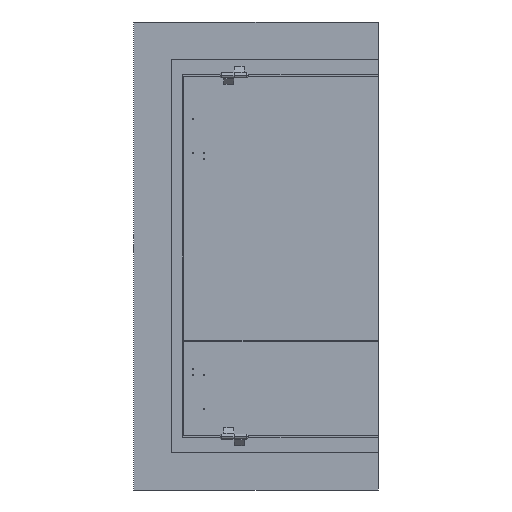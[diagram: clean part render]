
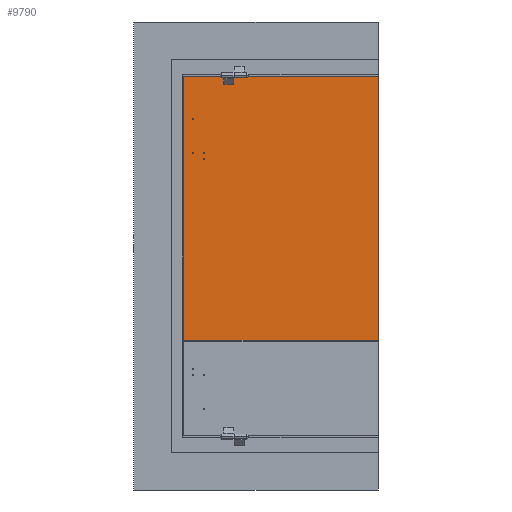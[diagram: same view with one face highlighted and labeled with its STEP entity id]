
A CAD part, left-side view. The second image highlights one B-rep face of the part: STEP entity #9790.
In plain terms, the highlighted planar face has unit normal (-1, 0, 0).
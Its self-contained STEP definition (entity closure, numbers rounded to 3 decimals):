
#7100=CARTESIAN_POINT('',(-57.,-47.75,-1128.75));
#7110=VERTEX_POINT('',#7100);
#7160=CARTESIAN_POINT('',(-57.,-47.75,-1151.6));
#7170=DIRECTION('',(0.,0.,1.));
#7180=VECTOR('',#7170,1.);
#7190=LINE('',#7160,#7180);
#7200=CARTESIAN_POINT('',(-57.,-47.75,-2185.25));
#7210=VERTEX_POINT('',#7200);
#7220=EDGE_CURVE('',#7210,#7110,#7190,.T.);
#7920=CARTESIAN_POINT('',(-57.,-826.65,-2185.25));
#7930=VERTEX_POINT('',#7920);
#7960=CARTESIAN_POINT('',(-57.,-826.65,-1151.6));
#7970=DIRECTION('',(0.,0.,-1.));
#7980=VECTOR('',#7970,1.);
#7990=LINE('',#7960,#7980);
#8000=CARTESIAN_POINT('',(-57.,-826.65,-1128.75));
#8010=VERTEX_POINT('',#8000);
#8020=EDGE_CURVE('',#8010,#7930,#7990,.T.);
#8980=CARTESIAN_POINT('',(-57.,3.35,-1231.25));
#8990=DIRECTION('',(-1.,0.,0.));
#9000=DIRECTION('',(0.,-1.,0.));
#9010=AXIS2_PLACEMENT_3D('',#8980,#8990,#9000);
#9020=PLANE('',#9010);
#9030=CARTESIAN_POINT('',(-57.,-128.513,-1436.25));
#9040=DIRECTION('',(1.,0.,0.));
#9050=DIRECTION('',(0.,0.,-1.));
#9060=AXIS2_PLACEMENT_3D('',#9030,#9040,#9050);
#9070=CIRCLE('',#9060,2.);
#9080=CARTESIAN_POINT('',(-57.,-128.513,-1438.25));
#9090=VERTEX_POINT('',#9080);
#9100=CARTESIAN_POINT('',(-57.,-128.513,-1434.25));
#9110=VERTEX_POINT('',#9100);
#9120=EDGE_CURVE('',#9090,#9110,#9070,.T.);
#9130=ORIENTED_EDGE('',*,*,#9120,.T.);
#9140=EDGE_CURVE('',#9110,#9090,#9070,.T.);
#9150=ORIENTED_EDGE('',*,*,#9140,.T.);
#9160=EDGE_LOOP('',(#9150,#9130));
#9170=FACE_BOUND('',#9160,.T.);
#9180=CARTESIAN_POINT('',(-57.,-84.513,-1436.25));
#9190=DIRECTION('',(1.,0.,0.));
#9200=DIRECTION('',(0.,0.,-1.));
#9210=AXIS2_PLACEMENT_3D('',#9180,#9190,#9200);
#9220=CIRCLE('',#9210,2.);
#9230=CARTESIAN_POINT('',(-57.,-84.513,-1438.25));
#9240=VERTEX_POINT('',#9230);
#9250=CARTESIAN_POINT('',(-57.,-84.513,-1434.25));
#9260=VERTEX_POINT('',#9250);
#9270=EDGE_CURVE('',#9240,#9260,#9220,.T.);
#9280=ORIENTED_EDGE('',*,*,#9270,.T.);
#9290=EDGE_CURVE('',#9260,#9240,#9220,.T.);
#9300=ORIENTED_EDGE('',*,*,#9290,.T.);
#9310=EDGE_LOOP('',(#9300,#9280));
#9320=FACE_BOUND('',#9310,.T.);
#9330=CARTESIAN_POINT('',(-57.,-84.513,-1301.25));
#9340=DIRECTION('',(1.,0.,0.));
#9350=DIRECTION('',(0.,0.,-1.));
#9360=AXIS2_PLACEMENT_3D('',#9330,#9340,#9350);
#9370=CIRCLE('',#9360,2.);
#9380=CARTESIAN_POINT('',(-57.,-84.513,-1303.25));
#9390=VERTEX_POINT('',#9380);
#9400=CARTESIAN_POINT('',(-57.,-84.513,-1299.25));
#9410=VERTEX_POINT('',#9400);
#9420=EDGE_CURVE('',#9390,#9410,#9370,.T.);
#9430=ORIENTED_EDGE('',*,*,#9420,.T.);
#9440=EDGE_CURVE('',#9410,#9390,#9370,.T.);
#9450=ORIENTED_EDGE('',*,*,#9440,.T.);
#9460=EDGE_LOOP('',(#9450,#9430));
#9470=FACE_BOUND('',#9460,.T.);
#9480=CARTESIAN_POINT('',(-57.,-128.513,-1461.25));
#9490=DIRECTION('',(1.,0.,0.));
#9500=DIRECTION('',(0.,0.,-1.));
#9510=AXIS2_PLACEMENT_3D('',#9480,#9490,#9500);
#9520=CIRCLE('',#9510,2.);
#9530=CARTESIAN_POINT('',(-57.,-128.513,-1463.25));
#9540=VERTEX_POINT('',#9530);
#9550=CARTESIAN_POINT('',(-57.,-128.513,-1459.25));
#9560=VERTEX_POINT('',#9550);
#9570=EDGE_CURVE('',#9540,#9560,#9520,.T.);
#9580=ORIENTED_EDGE('',*,*,#9570,.T.);
#9590=EDGE_CURVE('',#9560,#9540,#9520,.T.);
#9600=ORIENTED_EDGE('',*,*,#9590,.T.);
#9610=EDGE_LOOP('',(#9600,#9580));
#9620=FACE_BOUND('',#9610,.T.);
#9630=CARTESIAN_POINT('',(-57.,-193.9,-1128.75));
#9640=DIRECTION('',(0.,-1.,0.));
#9650=VECTOR('',#9640,1.);
#9660=LINE('',#9630,#9650);
#9670=EDGE_CURVE('',#7110,#8010,#9660,.T.);
#9680=ORIENTED_EDGE('',*,*,#9670,.F.);
#9690=ORIENTED_EDGE('',*,*,#8020,.F.);
#9700=CARTESIAN_POINT('',(-57.,-193.9,-2185.25));
#9710=DIRECTION('',(0.,1.,0.));
#9720=VECTOR('',#9710,1.);
#9730=LINE('',#9700,#9720);
#9740=EDGE_CURVE('',#7930,#7210,#9730,.T.);
#9750=ORIENTED_EDGE('',*,*,#9740,.F.);
#9760=ORIENTED_EDGE('',*,*,#7220,.F.);
#9770=EDGE_LOOP('',(#9760,#9750,#9690,#9680));
#9780=FACE_OUTER_BOUND('',#9770,.T.);
#9790=ADVANCED_FACE('',(#9170,#9320,#9470,#9620,#9780),#9020,.T.);
